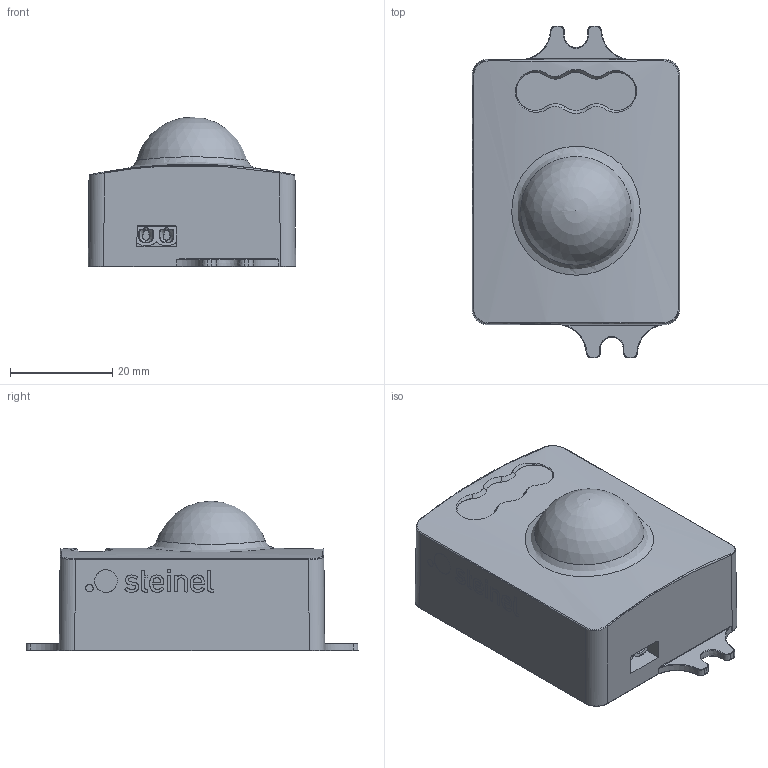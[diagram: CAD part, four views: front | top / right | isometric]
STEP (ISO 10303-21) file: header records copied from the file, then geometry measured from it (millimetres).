
FILE_DESCRIPTION(/* description */ (''),/* implementation_level */ '2;1');
FILE_NAME(/* name */ 'SENSOTEC-HF2-IPD.stp',/* time_stamp */ '2022-11-15T08:02:46+01:00',/* author */ (''),/* organization */ (''),/* preprocessor_version */ 'ST-DEVELOPER v18.1',/* originating_system */ 'SIEMENS PLM Software NX 1957',/* authorisation */ '');
FILE_SCHEMA (('AUTOMOTIVE_DESIGN { 1 0 10303 214 3 1 1 1 }'));
Length unit declared in the file: millimetre
Products named in the file (1): SENSOTEC-HF2-IPD
Bounding box: 40.5 x 64.8 x 29.2 mm (x, y, z)
Surface area: 8184.2 mm2 (no closed solid volume)
Topology: 0 solids, 2 shells, 242 faces, 606 edges, 381 vertices
Faces by surface type: plane 71, cylinder 57, extrusion 34, torus 29, cone 26, bspline 24, sphere 1
Entity records: 13415 total; most frequent: CARTESIAN_POINT 6240, ORIENTED_EDGE 1196, DIRECTION 1005, EDGE_CURVE 598, VERTEX_POINT 379, AXIS2_PLACEMENT_3D 358, VECTOR 289, EDGE_LOOP 265
